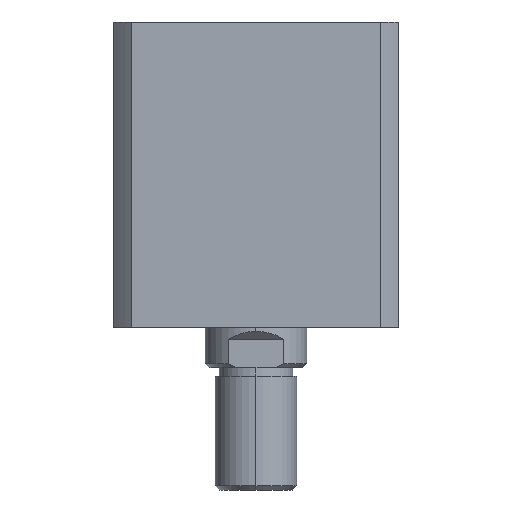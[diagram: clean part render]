
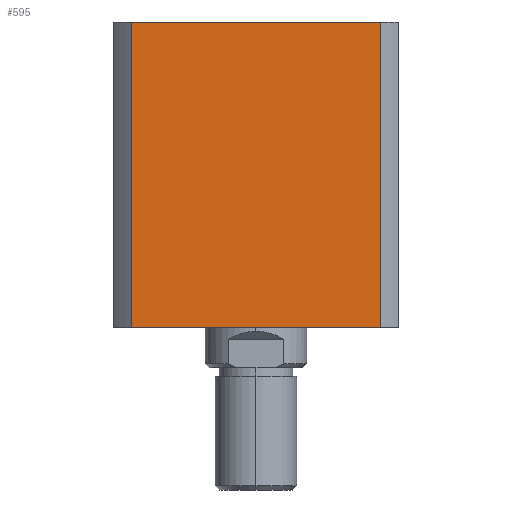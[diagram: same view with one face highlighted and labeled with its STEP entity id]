
A CAD part, left-side view. The second image highlights one B-rep face of the part: STEP entity #595.
In plain terms, the highlighted planar face has unit normal (-1, 0, 0).
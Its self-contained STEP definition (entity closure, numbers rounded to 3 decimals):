
#330 = VERTEX_POINT ( 'NONE', #784 ) ;
#350 = VERTEX_POINT ( 'NONE', #764 ) ;
#419 = VERTEX_POINT ( 'NONE', #695 ) ;
#424 = VERTEX_POINT ( 'NONE', #690 ) ;
#595 = ADVANCED_FACE ( 'NONE', ( #2556 ), #2887, .F. ) ;
#690 = CARTESIAN_POINT ( 'NONE',  ( -35., -30.615, 0. ) ) ;
#695 = CARTESIAN_POINT ( 'NONE',  ( -35., 30.615, 75. ) ) ;
#764 = CARTESIAN_POINT ( 'NONE',  ( -35., -30.615, 75. ) ) ;
#784 = CARTESIAN_POINT ( 'NONE',  ( -35., 30.615, 0. ) ) ;
#1080 = EDGE_CURVE ( 'NONE', #419, #350, #1660, .T. ) ;
#1081 = EDGE_CURVE ( 'NONE', #350, #424, #1666, .T. ) ;
#1082 = EDGE_CURVE ( 'NONE', #330, #424, #1668, .T. ) ;
#1084 = EDGE_CURVE ( 'NONE', #419, #330, #1672, .T. ) ;
#1189 = AXIS2_PLACEMENT_3D ( 'NONE', #2882, #2890, #2891 ) ;
#1660 = LINE ( 'NONE', #3677, #1667 ) ;
#1666 = LINE ( 'NONE', #3681, #1669 ) ;
#1667 = VECTOR ( 'NONE', #3672, 1000. ) ;
#1668 = LINE ( 'NONE', #3683, #1671 ) ;
#1669 = VECTOR ( 'NONE', #3682, 1000. ) ;
#1671 = VECTOR ( 'NONE', #3685, 1000. ) ;
#1672 = LINE ( 'NONE', #3684, #1674 ) ;
#1674 = VECTOR ( 'NONE', #3676, 1000. ) ;
#2160 = ORIENTED_EDGE ( 'NONE', *, *, #1084, .T. ) ;
#2161 = ORIENTED_EDGE ( 'NONE', *, *, #1080, .F. ) ;
#2162 = ORIENTED_EDGE ( 'NONE', *, *, #1081, .F. ) ;
#2163 = ORIENTED_EDGE ( 'NONE', *, *, #1082, .T. ) ;
#2439 = EDGE_LOOP ( 'NONE', ( #2163, #2162, #2161, #2160 ) ) ;
#2556 = FACE_OUTER_BOUND ( 'NONE', #2439, .T. ) ;
#2882 = CARTESIAN_POINT ( 'NONE',  ( -35., 0., 75. ) ) ;
#2887 = PLANE ( 'NONE',  #1189 ) ;
#2890 = DIRECTION ( 'NONE',  ( 1., 0., 0. ) ) ;
#2891 = DIRECTION ( 'NONE',  ( 0., 0., -1. ) ) ;
#3672 = DIRECTION ( 'NONE',  ( 0., -1., 0. ) ) ;
#3676 = DIRECTION ( 'NONE',  ( 0., 0., -1. ) ) ;
#3677 = CARTESIAN_POINT ( 'NONE',  ( -35., 0., 75. ) ) ;
#3681 = CARTESIAN_POINT ( 'NONE',  ( -35., -30.615, 75. ) ) ;
#3682 = DIRECTION ( 'NONE',  ( 0., 0., -1. ) ) ;
#3683 = CARTESIAN_POINT ( 'NONE',  ( -35., 0., 0. ) ) ;
#3684 = CARTESIAN_POINT ( 'NONE',  ( -35., 30.615, 75. ) ) ;
#3685 = DIRECTION ( 'NONE',  ( 0., -1., 0. ) ) ;
